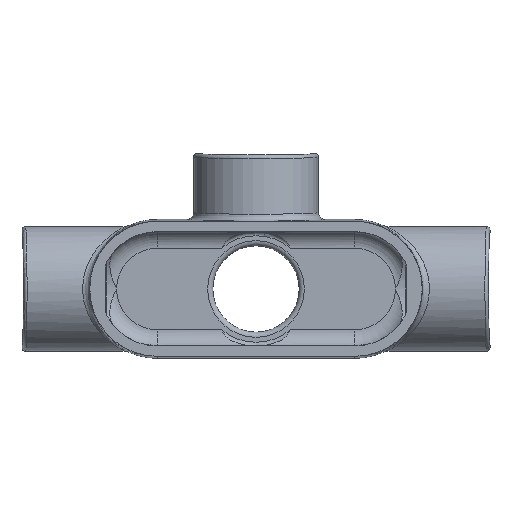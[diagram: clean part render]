
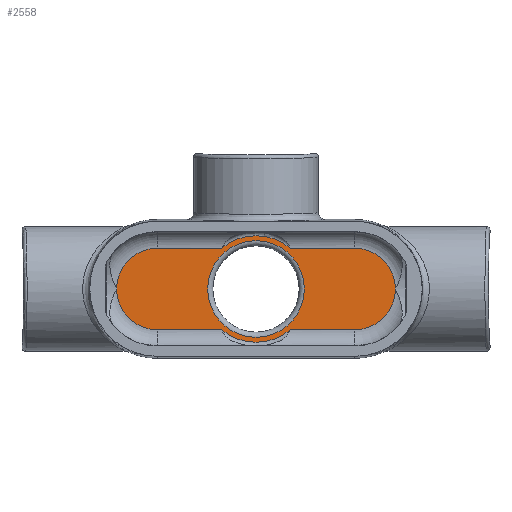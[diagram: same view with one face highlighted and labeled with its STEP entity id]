
A CAD part, top view. The second image highlights one B-rep face of the part: STEP entity #2558.
In plain terms, the highlighted planar face has unit normal (0, 0, 1).
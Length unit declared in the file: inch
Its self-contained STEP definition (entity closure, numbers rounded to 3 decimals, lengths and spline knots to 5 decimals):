
#89=FACE_BOUND('',#432,.T.);
#116=PLANE('',#2786);
#278=FACE_OUTER_BOUND('',#431,.T.);
#431=EDGE_LOOP('',(#1907,#1908,#1909,#1910,#1911,#1912,#1913,#1914,#1915,
#1916));
#432=EDGE_LOOP('',(#1917,#1918));
#596=LINE('',#4446,#708);
#599=LINE('',#4492,#711);
#607=LINE('',#4586,#719);
#608=LINE('',#4587,#720);
#708=VECTOR('',#3232,1.16209);
#711=VECTOR('',#3239,1.16209);
#719=VECTOR('',#3283,1.16209);
#720=VECTOR('',#3284,1.16209);
#868=CIRCLE('',#2699,0.961);
#900=CIRCLE('',#2758,0.73517);
#901=CIRCLE('',#2760,0.73517);
#907=CIRCLE('',#2779,0.73517);
#908=CIRCLE('',#2781,0.73517);
#909=CIRCLE('',#2787,0.961);
#910=CIRCLE('',#2788,0.8725);
#911=CIRCLE('',#2789,0.8725);
#1043=VERTEX_POINT('',#3937);
#1044=VERTEX_POINT('',#3938);
#1107=VERTEX_POINT('',#4392);
#1108=VERTEX_POINT('',#4407);
#1109=VERTEX_POINT('',#4423);
#1115=VERTEX_POINT('',#4444);
#1116=VERTEX_POINT('',#4445);
#1121=VERTEX_POINT('',#4481);
#1129=VERTEX_POINT('',#4540);
#1130=VERTEX_POINT('',#4555);
#1135=VERTEX_POINT('',#4588);
#1136=VERTEX_POINT('',#4589);
#1300=EDGE_CURVE('',#1043,#1044,#868,.T.);
#1388=EDGE_CURVE('',#1108,#1107,#900,.F.);
#1390=EDGE_CURVE('',#1107,#1109,#901,.F.);
#1401=EDGE_CURVE('',#1115,#1116,#596,.T.);
#1409=EDGE_CURVE('',#1121,#1108,#599,.T.);
#1421=EDGE_CURVE('',#1130,#1129,#907,.F.);
#1423=EDGE_CURVE('',#1129,#1115,#908,.F.);
#1430=EDGE_CURVE('',#1116,#1121,#909,.T.);
#1431=EDGE_CURVE('',#1044,#1130,#607,.T.);
#1432=EDGE_CURVE('',#1109,#1043,#608,.T.);
#1433=EDGE_CURVE('',#1135,#1136,#910,.T.);
#1434=EDGE_CURVE('',#1136,#1135,#911,.T.);
#1907=ORIENTED_EDGE('',*,*,#1409,.F.);
#1908=ORIENTED_EDGE('',*,*,#1430,.F.);
#1909=ORIENTED_EDGE('',*,*,#1401,.F.);
#1910=ORIENTED_EDGE('',*,*,#1423,.F.);
#1911=ORIENTED_EDGE('',*,*,#1421,.F.);
#1912=ORIENTED_EDGE('',*,*,#1431,.F.);
#1913=ORIENTED_EDGE('',*,*,#1300,.F.);
#1914=ORIENTED_EDGE('',*,*,#1432,.F.);
#1915=ORIENTED_EDGE('',*,*,#1390,.F.);
#1916=ORIENTED_EDGE('',*,*,#1388,.F.);
#1917=ORIENTED_EDGE('',*,*,#1433,.T.);
#1918=ORIENTED_EDGE('',*,*,#1434,.T.);
#2558=ADVANCED_FACE('',(#278,#89),#116,.T.);
#2699=AXIS2_PLACEMENT_3D('',#3939,#3046,#3047);
#2758=AXIS2_PLACEMENT_3D('',#4409,#3205,#3206);
#2760=AXIS2_PLACEMENT_3D('',#4424,#3209,#3210);
#2779=AXIS2_PLACEMENT_3D('',#4557,#3261,#3262);
#2781=AXIS2_PLACEMENT_3D('',#4571,#3265,#3266);
#2786=AXIS2_PLACEMENT_3D('',#4584,#3279,#3280);
#2787=AXIS2_PLACEMENT_3D('',#4585,#3281,#3282);
#2788=AXIS2_PLACEMENT_3D('',#4590,#3285,#3286);
#2789=AXIS2_PLACEMENT_3D('',#4591,#3287,#3288);
#3046=DIRECTION('center_axis',(0.,0.,-1.));
#3047=DIRECTION('ref_axis',(-1.,0.,0.));
#3205=DIRECTION('center_axis',(0.,0.,1.));
#3206=DIRECTION('ref_axis',(1.,0.,0.));
#3209=DIRECTION('center_axis',(0.,0.,1.));
#3210=DIRECTION('ref_axis',(1.,0.,0.));
#3232=DIRECTION('',(1.,0.,0.));
#3239=DIRECTION('',(1.,0.,0.));
#3261=DIRECTION('center_axis',(0.,0.,1.));
#3262=DIRECTION('ref_axis',(1.,0.,0.));
#3265=DIRECTION('center_axis',(0.,0.,1.));
#3266=DIRECTION('ref_axis',(1.,0.,0.));
#3279=DIRECTION('center_axis',(0.,0.,1.));
#3280=DIRECTION('ref_axis',(1.,0.,0.));
#3281=DIRECTION('center_axis',(0.,0.,-1.));
#3282=DIRECTION('ref_axis',(-1.,0.,0.));
#3283=DIRECTION('',(-1.,0.,0.));
#3284=DIRECTION('',(-1.,0.,0.));
#3285=DIRECTION('center_axis',(0.,0.,-1.));
#3286=DIRECTION('ref_axis',(-1.,0.,0.));
#3287=DIRECTION('center_axis',(0.,0.,-1.));
#3288=DIRECTION('ref_axis',(-1.,0.,0.));
#3937=CARTESIAN_POINT('',(0.61891,-0.73517,-1.0315));
#3938=CARTESIAN_POINT('',(-0.61891,-0.73517,-1.0315));
#3939=CARTESIAN_POINT('Origin',(0.,0.,-1.0315));
#4392=CARTESIAN_POINT('',(2.51617,0.,-1.0315));
#4407=CARTESIAN_POINT('',(1.781,0.73517,-1.0315));
#4409=CARTESIAN_POINT('Origin',(1.781,0.,-1.0315));
#4423=CARTESIAN_POINT('',(1.781,-0.73517,-1.0315));
#4424=CARTESIAN_POINT('Origin',(1.781,0.,-1.0315));
#4444=CARTESIAN_POINT('',(-1.781,0.73517,-1.0315));
#4445=CARTESIAN_POINT('',(-0.61891,0.73517,-1.0315));
#4446=CARTESIAN_POINT('',(-1.781,0.73517,-1.0315));
#4481=CARTESIAN_POINT('',(0.61891,0.73517,-1.0315));
#4492=CARTESIAN_POINT('',(0.61891,0.73517,-1.0315));
#4540=CARTESIAN_POINT('',(-2.51617,0.,-1.0315));
#4555=CARTESIAN_POINT('',(-1.781,-0.73517,-1.0315));
#4557=CARTESIAN_POINT('Origin',(-1.781,0.,-1.0315));
#4571=CARTESIAN_POINT('Origin',(-1.781,0.,-1.0315));
#4584=CARTESIAN_POINT('Origin',(1.781,0.,-1.0315));
#4585=CARTESIAN_POINT('Origin',(0.,0.,-1.0315));
#4586=CARTESIAN_POINT('',(-0.61891,-0.73517,-1.0315));
#4587=CARTESIAN_POINT('',(1.781,-0.73517,-1.0315));
#4588=CARTESIAN_POINT('',(-0.8725,0.,-1.0315));
#4589=CARTESIAN_POINT('',(0.8725,0.,-1.0315));
#4590=CARTESIAN_POINT('Origin',(0.,0.,-1.0315));
#4591=CARTESIAN_POINT('Origin',(0.,0.,-1.0315));
